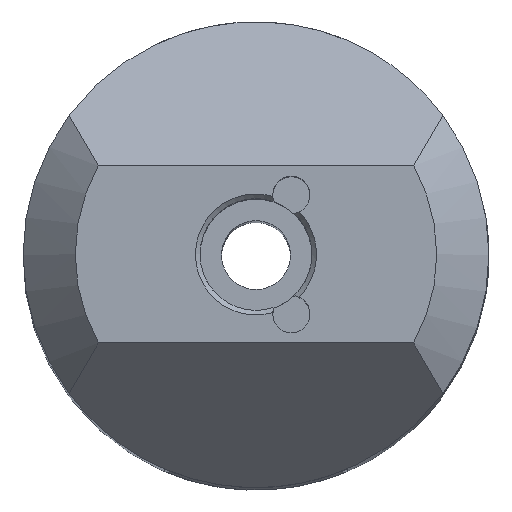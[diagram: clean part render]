
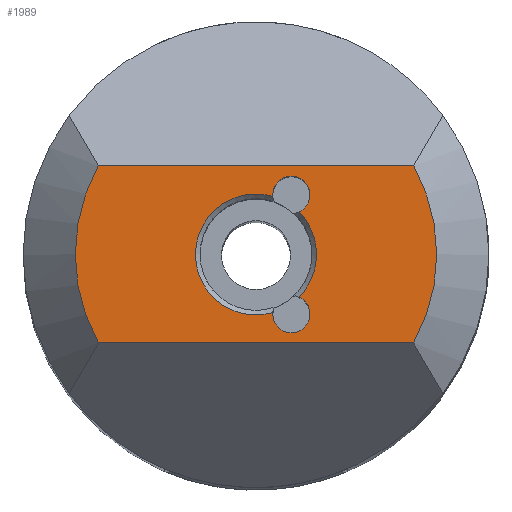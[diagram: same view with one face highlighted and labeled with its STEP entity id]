
A CAD part, top view. The second image highlights one B-rep face of the part: STEP entity #1989.
In plain terms, the highlighted planar face has unit normal (0, 0, 1).
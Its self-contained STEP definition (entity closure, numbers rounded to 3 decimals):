
#28 = VERTEX_POINT ( 'NONE', #1328 ) ;
#49 = CARTESIAN_POINT ( 'NONE',  ( 8.457, -4.75, 95. ) ) ;
#112 = VERTEX_POINT ( 'NONE', #49 ) ;
#132 = ORIENTED_EDGE ( 'NONE', *, *, #1724, .F. ) ;
#151 = CIRCLE ( 'NONE', #1704, 3.25 ) ;
#155 = DIRECTION ( 'NONE',  ( 0., 0., 1. ) ) ;
#221 = ORIENTED_EDGE ( 'NONE', *, *, #1165, .T. ) ;
#255 = VECTOR ( 'NONE', #388, 1000. ) ;
#298 = DIRECTION ( 'NONE',  ( 1., 0., 0. ) ) ;
#300 = DIRECTION ( 'NONE',  ( 0., 0., 1. ) ) ;
#388 = DIRECTION ( 'NONE',  ( 1., 0., 0. ) ) ;
#410 = EDGE_CURVE ( 'NONE', #1917, #1991, #1361, .T. ) ;
#417 = EDGE_CURVE ( 'NONE', #1917, #28, #1618, .T. ) ;
#426 = CARTESIAN_POINT ( 'NONE',  ( -12.5, -4.75, 95. ) ) ;
#473 = AXIS2_PLACEMENT_3D ( 'NONE', #1292, #510, #1943 ) ;
#510 = DIRECTION ( 'NONE',  ( 0., 0., 1. ) ) ;
#527 = CARTESIAN_POINT ( 'NONE',  ( 0.903, 3.122, 95. ) ) ;
#555 = CARTESIAN_POINT ( 'NONE',  ( 0., 0., 95. ) ) ;
#573 = CARTESIAN_POINT ( 'NONE',  ( 2.309, 2.287, 95. ) ) ;
#594 = DIRECTION ( 'NONE',  ( 0., 0., 1. ) ) ;
#613 = CIRCLE ( 'NONE', #1494, 9.7 ) ;
#641 = DIRECTION ( 'NONE',  ( 1., 0., 0. ) ) ;
#723 = ORIENTED_EDGE ( 'NONE', *, *, #417, .T. ) ;
#731 = VERTEX_POINT ( 'NONE', #764 ) ;
#764 = CARTESIAN_POINT ( 'NONE',  ( -8.457, -4.75, 95. ) ) ;
#780 = CIRCLE ( 'NONE', #976, 9.7 ) ;
#811 = AXIS2_PLACEMENT_3D ( 'NONE', #1867, #155, #298 ) ;
#822 = DIRECTION ( 'NONE',  ( 0., 0., 1. ) ) ;
#844 = CARTESIAN_POINT ( 'NONE',  ( 0., 0., 95. ) ) ;
#861 = DIRECTION ( 'NONE',  ( 0., 0., -1. ) ) ;
#874 = DIRECTION ( 'NONE',  ( 1., 0., 0. ) ) ;
#947 = DIRECTION ( 'NONE',  ( 1., 0., 0. ) ) ;
#976 = AXIS2_PLACEMENT_3D ( 'NONE', #1710, #300, #947 ) ;
#998 = DIRECTION ( 'NONE',  ( 1., 0., 0. ) ) ;
#1026 = CARTESIAN_POINT ( 'NONE',  ( -8.457, 4.75, 95. ) ) ;
#1047 = CARTESIAN_POINT ( 'NONE',  ( 0.903, -3.122, 95. ) ) ;
#1138 = CIRCLE ( 'NONE', #811, 1. ) ;
#1165 = EDGE_CURVE ( 'NONE', #731, #112, #1824, .T. ) ;
#1177 = CARTESIAN_POINT ( 'NONE',  ( 0., 0., 95. ) ) ;
#1180 = EDGE_CURVE ( 'NONE', #1263, #1946, #1359, .T. ) ;
#1263 = VERTEX_POINT ( 'NONE', #1026 ) ;
#1292 = CARTESIAN_POINT ( 'NONE',  ( 1.9, 3.2, 95. ) ) ;
#1328 = CARTESIAN_POINT ( 'NONE',  ( 2.309, -2.287, 95. ) ) ;
#1341 = ORIENTED_EDGE ( 'NONE', *, *, #1560, .T. ) ;
#1350 = EDGE_CURVE ( 'NONE', #112, #1946, #780, .T. ) ;
#1358 = DIRECTION ( 'NONE',  ( 1., 0., 0. ) ) ;
#1359 = LINE ( 'NONE', #1639, #255 ) ;
#1361 = CIRCLE ( 'NONE', #473, 1. ) ;
#1426 = AXIS2_PLACEMENT_3D ( 'NONE', #844, #1460, #641 ) ;
#1460 = DIRECTION ( 'NONE',  ( 0., 0., -1. ) ) ;
#1490 = VECTOR ( 'NONE', #874, 1000. ) ;
#1494 = AXIS2_PLACEMENT_3D ( 'NONE', #1990, #594, #1861 ) ;
#1507 = EDGE_LOOP ( 'NONE', ( #1831, #723, #132, #1605 ) ) ;
#1560 = EDGE_CURVE ( 'NONE', #1263, #731, #613, .T. ) ;
#1598 = ORIENTED_EDGE ( 'NONE', *, *, #1350, .T. ) ;
#1603 = ORIENTED_EDGE ( 'NONE', *, *, #1180, .F. ) ;
#1605 = ORIENTED_EDGE ( 'NONE', *, *, #1776, .T. ) ;
#1618 = CIRCLE ( 'NONE', #1426, 3.25 ) ;
#1625 = EDGE_LOOP ( 'NONE', ( #221, #1598, #1603, #1341 ) ) ;
#1639 = CARTESIAN_POINT ( 'NONE',  ( -12.5, 4.75, 95. ) ) ;
#1675 = CARTESIAN_POINT ( 'NONE',  ( 8.457, 4.75, 95. ) ) ;
#1704 = AXIS2_PLACEMENT_3D ( 'NONE', #1177, #861, #1358 ) ;
#1710 = CARTESIAN_POINT ( 'NONE',  ( 0., 0., 95. ) ) ;
#1724 = EDGE_CURVE ( 'NONE', #1788, #28, #1138, .T. ) ;
#1762 = PLANE ( 'NONE',  #1937 ) ;
#1773 = FACE_OUTER_BOUND ( 'NONE', #1625, .T. ) ;
#1776 = EDGE_CURVE ( 'NONE', #1788, #1991, #151, .T. ) ;
#1788 = VERTEX_POINT ( 'NONE', #1047 ) ;
#1824 = LINE ( 'NONE', #426, #1490 ) ;
#1831 = ORIENTED_EDGE ( 'NONE', *, *, #410, .F. ) ;
#1861 = DIRECTION ( 'NONE',  ( 1., 0., 0. ) ) ;
#1867 = CARTESIAN_POINT ( 'NONE',  ( 1.9, -3.2, 95. ) ) ;
#1909 = FACE_BOUND ( 'NONE', #1507, .T. ) ;
#1917 = VERTEX_POINT ( 'NONE', #573 ) ;
#1937 = AXIS2_PLACEMENT_3D ( 'NONE', #555, #822, #998 ) ;
#1943 = DIRECTION ( 'NONE',  ( 1., 0., 0. ) ) ;
#1946 = VERTEX_POINT ( 'NONE', #1675 ) ;
#1989 = ADVANCED_FACE ( 'NONE', ( #1773, #1909 ), #1762, .T. ) ;
#1990 = CARTESIAN_POINT ( 'NONE',  ( 0., 0., 95. ) ) ;
#1991 = VERTEX_POINT ( 'NONE', #527 ) ;
